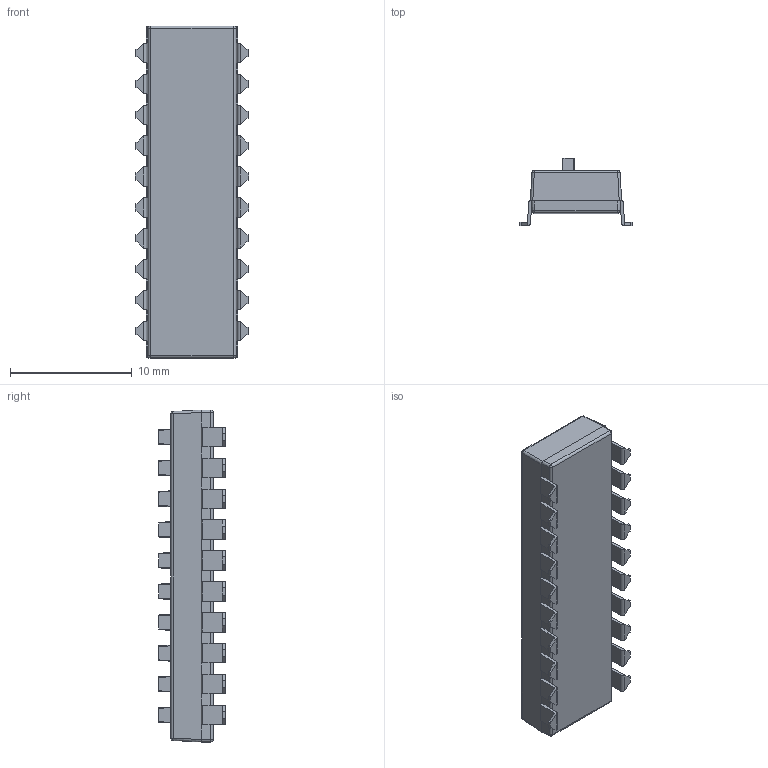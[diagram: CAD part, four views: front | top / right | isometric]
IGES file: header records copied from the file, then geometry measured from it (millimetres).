
Start section:  PTC IGES file: ksd-10ps.igs
Global section: file name: ksd-10ps.igs; native system: Pro/ENGINEER by Parametric Technology Corporation; preprocessor: 2010280; author: ck004; organization: Unknown; date: 20120622.164625; units: millimetre
Bounding box: 9.3 x 5.5 x 27.3 mm (x, y, z)
Surface area: 942.1 mm2 (no closed solid volume)
Topology: 0 solids, 0 shells, 1301 faces, 7406 edges, 7406 vertices
Faces by surface type: bspline 1137, revolution 164
